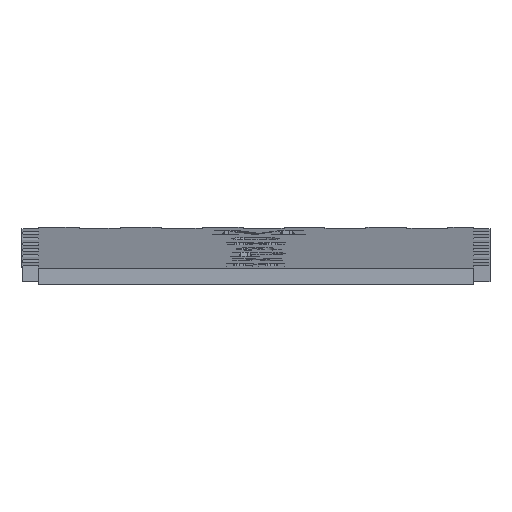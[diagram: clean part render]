
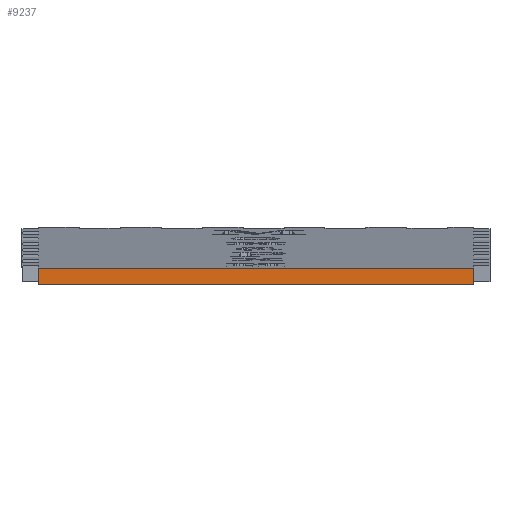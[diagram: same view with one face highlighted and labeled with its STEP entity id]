
A CAD part, front view. The second image highlights one B-rep face of the part: STEP entity #9237.
In plain terms, the highlighted planar face has unit normal (0, -1, 0).
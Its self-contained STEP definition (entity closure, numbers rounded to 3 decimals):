
#685=FACE_OUTER_BOUND('',#1169,.T.);
#1169=EDGE_LOOP('',(#8272,#8273,#8274,#8275));
#1921=LINE('',#15712,#2812);
#2003=LINE('',#15879,#2894);
#2004=LINE('',#15881,#2895);
#2005=LINE('',#15882,#2896);
#2812=VECTOR('',#10527,10.);
#2894=VECTOR('',#10659,10.);
#2895=VECTOR('',#10660,10.);
#2896=VECTOR('',#10661,10.);
#4311=VERTEX_POINT('',#15709);
#4312=VERTEX_POINT('',#15711);
#4372=VERTEX_POINT('',#15878);
#4373=VERTEX_POINT('',#15880);
#5617=EDGE_CURVE('',#4312,#4311,#1921,.T.);
#5699=EDGE_CURVE('',#4372,#4312,#2003,.T.);
#5700=EDGE_CURVE('',#4373,#4311,#2004,.T.);
#5701=EDGE_CURVE('',#4372,#4373,#2005,.T.);
#8272=ORIENTED_EDGE('',*,*,#5699,.T.);
#8273=ORIENTED_EDGE('',*,*,#5617,.T.);
#8274=ORIENTED_EDGE('',*,*,#5700,.F.);
#8275=ORIENTED_EDGE('',*,*,#5701,.F.);
#8755=PLANE('',#9487);
#9237=ADVANCED_FACE('',(#685),#8755,.T.);
#9487=AXIS2_PLACEMENT_3D('',#15877,#10657,#10658);
#10527=DIRECTION('',(-1.,0.,0.));
#10657=DIRECTION('center_axis',(0.,-1.,0.));
#10658=DIRECTION('ref_axis',(0.,0.,
1.));
#10659=DIRECTION('',(0.,0.,1.));
#10660=DIRECTION('',(0.,0.,1.));
#10661=DIRECTION('',(-1.,0.,0.));
#15709=CARTESIAN_POINT('',(-56.,-75.,7.681));
#15711=CARTESIAN_POINT('',(50.3,-75.,7.681));
#15712=CARTESIAN_POINT('',(60.,-75.,7.681));
#15877=CARTESIAN_POINT('Origin',(60.,-75.,3.681));
#15878=CARTESIAN_POINT('',(50.3,-75.,3.681));
#15879=CARTESIAN_POINT('',(50.3,-75.,5.681));
#15880=CARTESIAN_POINT('',(-56.,-75.,3.681));
#15881=CARTESIAN_POINT('',(-56.,-75.,4.761));
#15882=CARTESIAN_POINT('',(60.,-75.,3.681));
